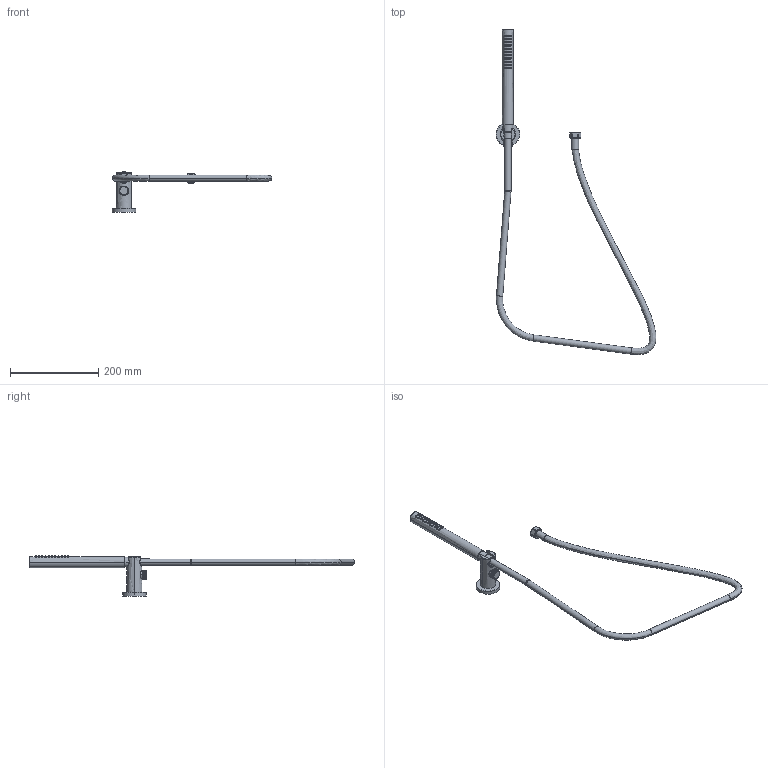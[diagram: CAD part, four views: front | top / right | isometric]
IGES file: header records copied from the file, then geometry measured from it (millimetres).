
Start section:  PTC IGES file: 280r.igs
Global section: file name: 280r.igs; native system: Creo Parametric by PTC Inc.; preprocessor: 2018400; author: jinson.thomas; organization: Unknown; date: 20201211.093924; units: inch
Bounding box: 362.37 x 736.86 x 90.99 mm (x, y, z)
Volume: 413917.6 mm3; surface area: 95586.8 mm2
Topology: 2 solids, 2 shells, 651 faces, 1390 edges, 846 vertices
Faces by surface type: bspline 480, revolution 171
